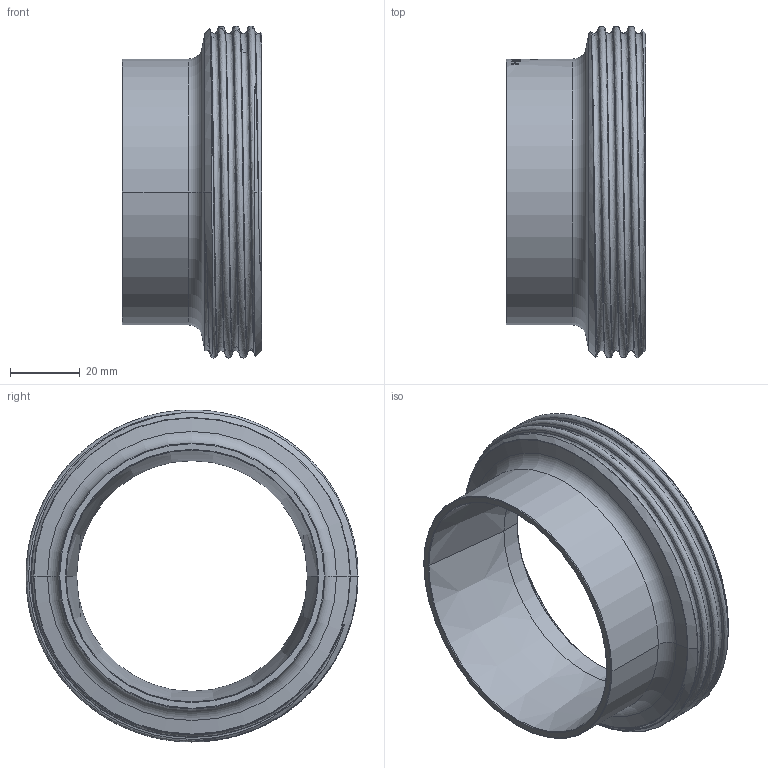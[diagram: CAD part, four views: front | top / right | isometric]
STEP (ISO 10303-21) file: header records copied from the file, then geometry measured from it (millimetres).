
FILE_DESCRIPTION (( 'STEP AP214' ), '1' );
FILE_NAME ('GL-213-076-x Gewindestutzen SC76,1x2,0 heco.STEP', '2017-09-13T16:00:51', ( '' ), ( '' ), 'SwSTEP 2.0', 'SolidWorks 2016', '' );
FILE_SCHEMA (( 'AUTOMOTIVE_DESIGN' ));
Length unit declared in the file: millimetre
Products named in the file (1): GL-213-076-x Gewindestutzen SC76,1x2,0 heco
Bounding box: 40 x 95 x 95 mm (x, y, z)
Volume: 55814.9 mm3; surface area: 27887.6 mm2
Topology: 1 solids, 1 shells, 229 faces, 589 edges, 383 vertices
Faces by surface type: bspline 108, plane 54, cylinder 33, torus 23, cone 11
Entity records: 22667 total; most frequent: CARTESIAN_POINT 16098, ORIENTED_EDGE 1178, DIRECTION 599, EDGE_CURVE 589, VERTEX_POINT 383, B_SPLINE_CURVE_WITH_KNOTS 357, EDGE_LOOP 252, AXIS2_PLACEMENT_3D 250
